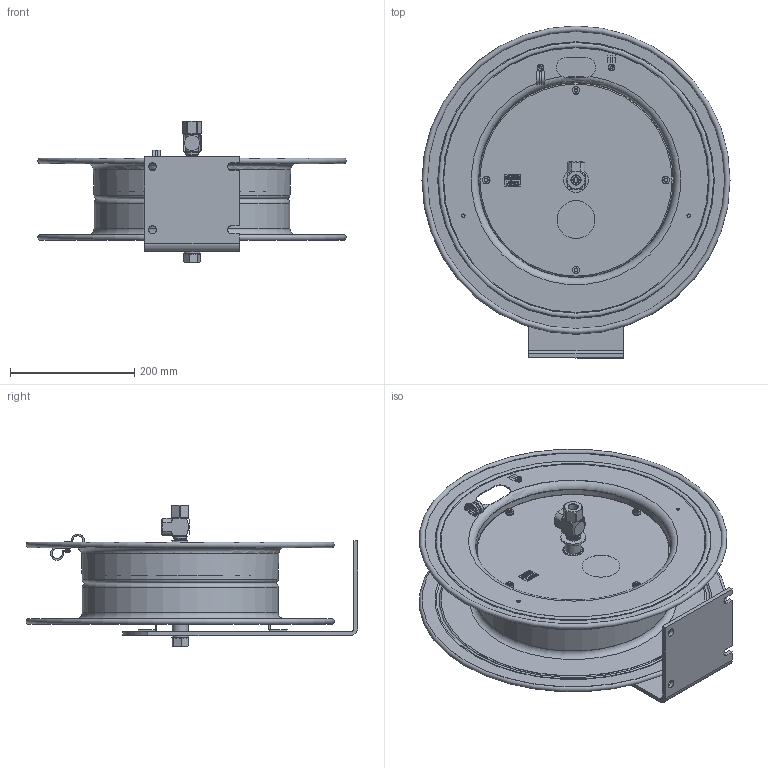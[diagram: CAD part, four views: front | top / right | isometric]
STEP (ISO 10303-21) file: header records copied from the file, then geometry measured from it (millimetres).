
FILE_DESCRIPTION(/* description */ (''),/* implementation_level */ '2;1');
FILE_NAME(/* name */ 'E-LPL-350_SHARED.stp',/* time_stamp */ '2020-02-13T00:39:59-07:00',/* author */ ('NMelton'),/* organization */ (''),/* preprocessor_version */ 'ST-DEVELOPER v17',/* originating_system */ 'Autodesk Inventor 2019',/* authorisation */ '');
FILE_SCHEMA (('AUTOMOTIVE_DESIGN { 1 0 10303 214 3 1 1 }'));
Products named in the file (1): E-LPL-350_SHARED
Bounding box: 495.3 x 533.4 x 227.86 mm (x, y, z)
Surface area: 1190462.9 mm2 (no closed solid volume)
Topology: 0 solids, 188 shells, 2006 faces, 10422 edges, 8337 vertices
Faces by surface type: plane 1153, cylinder 481, bspline 244, cone 95, torus 33
Full cylindrical faces by diameter (mm): 2.159 x2, 3.962 x2, 4.826 x2, 4.978 x1, 5.182 x2, 5.588 x3, 6.35 x5, 10.414 x1, 12.7 x2, 14.224 x1, 14.859 x1, 15.875 x1, 17.882 x1, 19.05 x1, 19.304 x1, 20.574 x1, 20.625 x1, 25.362 x1, 31.623 x1, 33.274 x1, 39.624 x1, 60.96 x1, 311.785 x1, 311.912 x1, 314.95 x1
Entity records: 111045 total; most frequent: CARTESIAN_POINT 34260, ORIENTED_EDGE 13955, DIRECTION 12976, EDGE_CURVE 10421, VERTEX_POINT 8337, LINE 5990, VECTOR 5990, AXIS2_PLACEMENT_3D 3493
